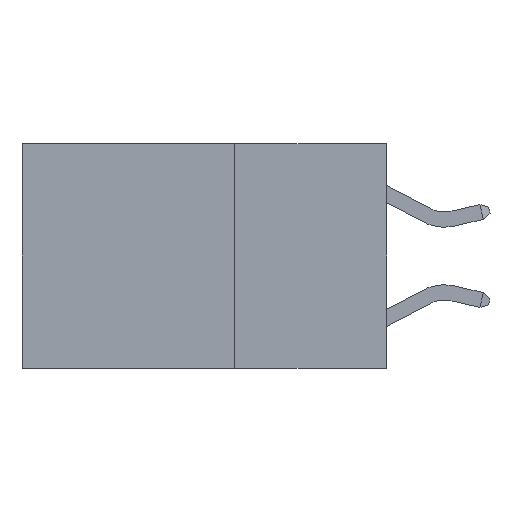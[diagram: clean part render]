
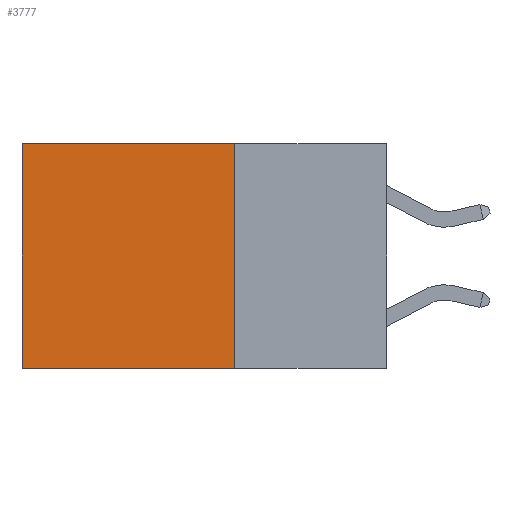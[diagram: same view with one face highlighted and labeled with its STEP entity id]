
A CAD part, left-side view. The second image highlights one B-rep face of the part: STEP entity #3777.
In plain terms, the highlighted planar face has unit normal (-1, 0, 0).
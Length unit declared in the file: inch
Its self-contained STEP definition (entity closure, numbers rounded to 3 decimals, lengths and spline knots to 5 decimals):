
#453 = VECTOR ( 'NONE', #6733, 39.37008 ) ;
#478 = VERTEX_POINT ( 'NONE', #5114 ) ;
#651 = VECTOR ( 'NONE', #4537, 39.37008 ) ;
#1340 = CARTESIAN_POINT ( 'NONE',  ( 0.2625, 0.25, 0. ) ) ;
#2639 = LINE ( 'NONE', #1340, #7611 ) ;
#2657 = VERTEX_POINT ( 'NONE', #6507 ) ;
#2729 = LINE ( 'NONE', #7443, #6120 ) ;
#2786 = EDGE_CURVE ( 'NONE', #6373, #7859, #5754, .T. ) ;
#3488 = DIRECTION ( 'NONE',  ( 0., 0., -1. ) ) ;
#3525 = FACE_OUTER_BOUND ( 'NONE', #7505, .T. ) ;
#3641 = ORIENTED_EDGE ( 'NONE', *, *, #2786, .T. ) ;
#3652 = ORIENTED_EDGE ( 'NONE', *, *, #8374, .F. ) ;
#3687 = ORIENTED_EDGE ( 'NONE', *, *, #7581, .F. ) ;
#3715 = ORIENTED_EDGE ( 'NONE', *, *, #7723, .T. ) ;
#3777 = ADVANCED_FACE ( 'NONE', ( #3525 ), #3959, .F. ) ;
#3892 = CARTESIAN_POINT ( 'NONE',  ( 0.2625, 0.25, 0. ) ) ;
#3901 = CARTESIAN_POINT ( 'NONE',  ( 0.2625, 0.25, 0. ) ) ;
#3959 = PLANE ( 'NONE',  #4412 ) ;
#4335 = DIRECTION ( 'NONE',  ( 0., 0., -1. ) ) ;
#4348 = DIRECTION ( 'NONE',  ( 1., 0., 0. ) ) ;
#4412 = AXIS2_PLACEMENT_3D ( 'NONE', #3901, #4348, #4335 ) ;
#4537 = DIRECTION ( 'NONE',  ( 0., 1., 0. ) ) ;
#4839 = CARTESIAN_POINT ( 'NONE',  ( 0.2625, 0.6, 0. ) ) ;
#5114 = CARTESIAN_POINT ( 'NONE',  ( 0.2625, 0.25, 0. ) ) ;
#5754 = LINE ( 'NONE', #6753, #453 ) ;
#6001 = CARTESIAN_POINT ( 'NONE',  ( 0.2625, 0.6, -0.37 ) ) ;
#6120 = VECTOR ( 'NONE', #7980, 39.37008 ) ;
#6143 = LINE ( 'NONE', #3892, #651 ) ;
#6373 = VERTEX_POINT ( 'NONE', #4839 ) ;
#6507 = CARTESIAN_POINT ( 'NONE',  ( 0.2625, 0.25, -0.37 ) ) ;
#6733 = DIRECTION ( 'NONE',  ( 0., 0., -1. ) ) ;
#6753 = CARTESIAN_POINT ( 'NONE',  ( 0.2625, 0.6, 0. ) ) ;
#7443 = CARTESIAN_POINT ( 'NONE',  ( 0.2625, 0.25, -0.37 ) ) ;
#7505 = EDGE_LOOP ( 'NONE', ( #3641, #3652, #3687, #3715 ) ) ;
#7581 = EDGE_CURVE ( 'NONE', #478, #2657, #2639, .T. ) ;
#7611 = VECTOR ( 'NONE', #3488, 39.37008 ) ;
#7723 = EDGE_CURVE ( 'NONE', #478, #6373, #6143, .T. ) ;
#7859 = VERTEX_POINT ( 'NONE', #6001 ) ;
#7980 = DIRECTION ( 'NONE',  ( 0., 1., 0. ) ) ;
#8374 = EDGE_CURVE ( 'NONE', #2657, #7859, #2729, .T. ) ;
